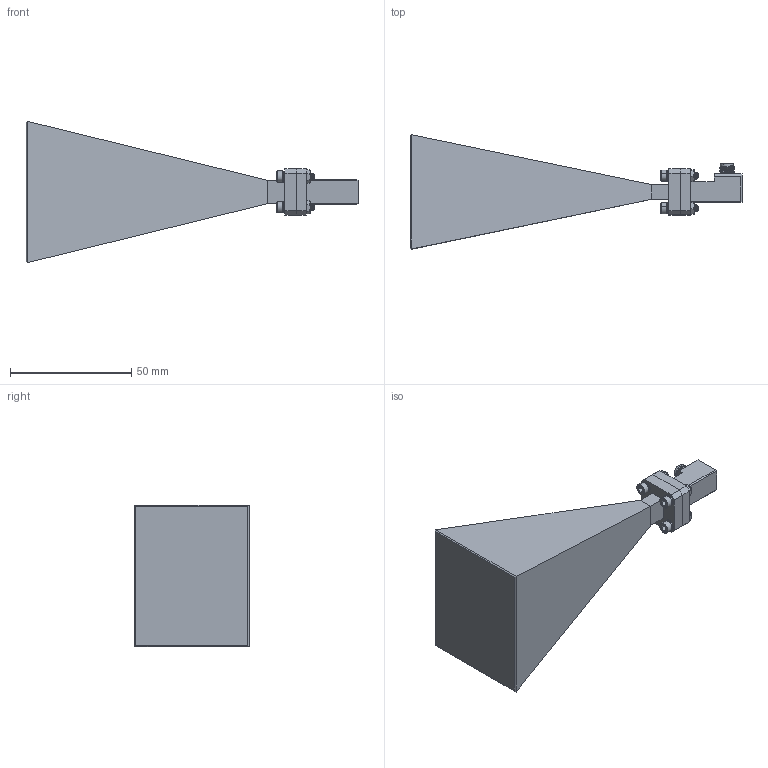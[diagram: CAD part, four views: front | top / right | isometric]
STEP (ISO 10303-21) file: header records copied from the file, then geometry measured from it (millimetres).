
FILE_DESCRIPTION (( 'STEP AP203' ), '1' );
FILE_NAME ('AR-AC2-R TEST.STEP', '2018-12-15T01:44:21', ( '' ), ( '' ), 'SwSTEP 2.0', 'SolidWorks 2016', '' );
FILE_SCHEMA (( 'CONFIG_CONTROL_DESIGN' ));
Length unit declared in the file: inch
Products named in the file (1): AR-AC2-R TEST
Bounding box: 137.16 x 47.26 x 58.4 mm (x, y, z)
Volume: 114587.7 mm3; surface area: 20382 mm2
Topology: 15 solids, 15 shells, 714 faces, 1829 edges, 1156 vertices
Faces by surface type: cylinder 429, plane 139, cone 136, bspline 10
Entity records: 30397 total; most frequent: CARTESIAN_POINT 15142, ORIENTED_EDGE 3658, DIRECTION 2720, EDGE_CURVE 1829, VERTEX_POINT 1156, AXIS2_PLACEMENT_3D 985, EDGE_LOOP 751, LINE 750
